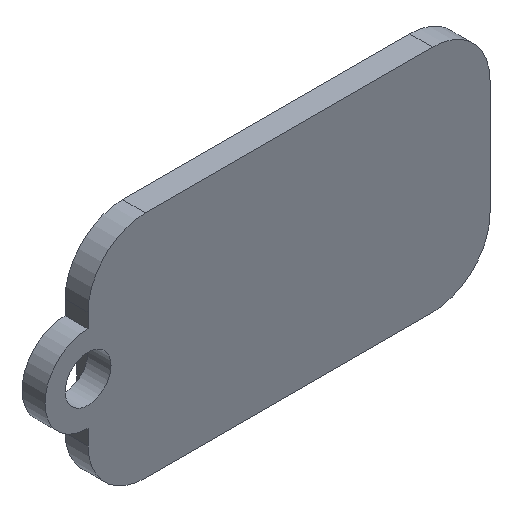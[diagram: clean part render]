
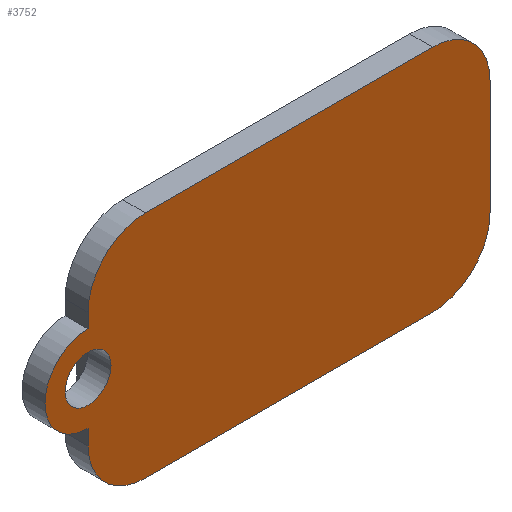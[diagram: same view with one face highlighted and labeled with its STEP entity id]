
A CAD part, isometric view. The second image highlights one B-rep face of the part: STEP entity #3752.
In plain terms, the highlighted planar face has unit normal (0, -1, 0).
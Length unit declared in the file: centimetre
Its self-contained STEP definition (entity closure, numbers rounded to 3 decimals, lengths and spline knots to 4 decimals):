
#695=LINE('',#7745,#964);
#699=LINE('',#7754,#968);
#702=LINE('',#7762,#971);
#705=LINE('',#7770,#974);
#708=LINE('',#7778,#977);
#964=VECTOR('',#4198,1.);
#968=VECTOR('',#4208,1.);
#971=VECTOR('',#4217,1.);
#974=VECTOR('',#4226,1.);
#977=VECTOR('',#4235,1.);
#1033=PLANE('',#3827);
#1048=FACE_BOUND('',#1467,.T.);
#1250=FACE_OUTER_BOUND('',#1466,.T.);
#1466=EDGE_LOOP('',(#3534,#3535,#3536,#3537,#3538,#3539,#3540,#3541,#3542,
#3543));
#1467=EDGE_LOOP('',(#3544));
#1468=CIRCLE('',#3756,0.2);
#1475=CIRCLE('',#3813,0.5);
#1476=CIRCLE('',#3816,0.5);
#1477=CIRCLE('',#3819,0.5);
#1478=CIRCLE('',#3822,0.375);
#1479=CIRCLE('',#3825,0.5);
#1480=VERTEX_POINT('',#4247);
#1846=VERTEX_POINT('',#7743);
#1847=VERTEX_POINT('',#7744);
#1848=VERTEX_POINT('',#7749);
#1849=VERTEX_POINT('',#7753);
#1850=VERTEX_POINT('',#7757);
#1851=VERTEX_POINT('',#7761);
#1852=VERTEX_POINT('',#7765);
#1853=VERTEX_POINT('',#7769);
#1854=VERTEX_POINT('',#7773);
#1855=VERTEX_POINT('',#7777);
#1856=EDGE_CURVE('',#1480,#1480,#1468,.T.);
#2399=EDGE_CURVE('',#1846,#1847,#695,.T.);
#2402=EDGE_CURVE('',#1848,#1847,#1475,.T.);
#2404=EDGE_CURVE('',#1848,#1849,#699,.T.);
#2406=EDGE_CURVE('',#1850,#1849,#1476,.T.);
#2408=EDGE_CURVE('',#1850,#1851,#702,.T.);
#2410=EDGE_CURVE('',#1852,#1851,#1477,.T.);
#2412=EDGE_CURVE('',#1853,#1852,#705,.T.);
#2414=EDGE_CURVE('',#1854,#1853,#1478,.T.);
#2416=EDGE_CURVE('',#1855,#1854,#708,.T.);
#2418=EDGE_CURVE('',#1846,#1855,#1479,.T.);
#3534=ORIENTED_EDGE('',*,*,#2418,.F.);
#3535=ORIENTED_EDGE('',*,*,#2399,.T.);
#3536=ORIENTED_EDGE('',*,*,#2402,.F.);
#3537=ORIENTED_EDGE('',*,*,#2404,.T.);
#3538=ORIENTED_EDGE('',*,*,#2406,.F.);
#3539=ORIENTED_EDGE('',*,*,#2408,.T.);
#3540=ORIENTED_EDGE('',*,*,#2410,.F.);
#3541=ORIENTED_EDGE('',*,*,#2412,.F.);
#3542=ORIENTED_EDGE('',*,*,#2414,.F.);
#3543=ORIENTED_EDGE('',*,*,#2416,.F.);
#3544=ORIENTED_EDGE('',*,*,#1856,.T.);
#3752=ADVANCED_FACE('',(#1250,#1048),#1033,.F.);
#3756=AXIS2_PLACEMENT_3D('',#4248,#3832,#3833);
#3813=AXIS2_PLACEMENT_3D('',#7750,#4203,#4204);
#3816=AXIS2_PLACEMENT_3D('',#7758,#4212,#4213);
#3819=AXIS2_PLACEMENT_3D('',#7766,#4221,#4222);
#3822=AXIS2_PLACEMENT_3D('',#7774,#4230,#4231);
#3825=AXIS2_PLACEMENT_3D('',#7781,#4239,#4240);
#3827=AXIS2_PLACEMENT_3D('',#7783,#4243,#4244);
#3832=DIRECTION('center_axis',(0.,1.,0.));
#3833=DIRECTION('ref_axis',(0.,0.,1.));
#4198=DIRECTION('',(1.,0.,0.));
#4203=DIRECTION('center_axis',(0.,1.,0.));
#4204=DIRECTION('ref_axis',(1.,0.,0.));
#4208=DIRECTION('',(0.,0.,1.));
#4212=DIRECTION('center_axis',(0.,1.,0.));
#4213=DIRECTION('ref_axis',(0.,0.,1.));
#4217=DIRECTION('',(-1.,0.,0.));
#4221=DIRECTION('center_axis',(0.,1.,0.));
#4222=DIRECTION('ref_axis',(-1.,0.,0.));
#4226=DIRECTION('',(0.,0.,1.));
#4230=DIRECTION('center_axis',(0.,1.,0.));
#4231=DIRECTION('ref_axis',(0.,0.,-1.));
#4235=DIRECTION('',(0.,0.,1.));
#4239=DIRECTION('center_axis',(0.,1.,0.));
#4240=DIRECTION('ref_axis',(0.,0.,-1.));
#4243=DIRECTION('center_axis',(0.,1.,0.));
#4244=DIRECTION('ref_axis',(1.,0.,0.));
#4247=CARTESIAN_POINT('',(-1.75,0.,-0.2));
#4248=CARTESIAN_POINT('Origin',(-1.75,0.,0.));
#7743=CARTESIAN_POINT('',(-1.2503,0.,-1.));
#7744=CARTESIAN_POINT('',(1.25,0.,-1.));
#7745=CARTESIAN_POINT('',(-1.2503,0.,-1.));
#7749=CARTESIAN_POINT('',(1.75,0.,-0.5));
#7750=CARTESIAN_POINT('Origin',(1.25,0.,-0.5));
#7753=CARTESIAN_POINT('',(1.75,0.,0.5));
#7754=CARTESIAN_POINT('',(1.75,0.,-0.5));
#7757=CARTESIAN_POINT('',(1.25,0.,1.));
#7758=CARTESIAN_POINT('Origin',(1.25,0.,0.5));
#7761=CARTESIAN_POINT('',(-1.2498,0.,1.));
#7762=CARTESIAN_POINT('',(1.25,0.,1.));
#7765=CARTESIAN_POINT('',(-1.7498,0.,0.5002));
#7766=CARTESIAN_POINT('Origin',(-1.2498,0.,0.5));
#7769=CARTESIAN_POINT('',(-1.7498,0.,0.375));
#7770=CARTESIAN_POINT('',(-1.7498,0.,0.375));
#7773=CARTESIAN_POINT('',(-1.7502,0.,-0.375));
#7774=CARTESIAN_POINT('Origin',(-1.75,0.,0.));
#7777=CARTESIAN_POINT('',(-1.7502,0.,-0.5077));
#7778=CARTESIAN_POINT('',(-1.7502,0.,-0.5077));
#7781=CARTESIAN_POINT('Origin',(-1.2503,0.,-0.5));
#7783=CARTESIAN_POINT('Origin',(-0.1875,0.,0.));
